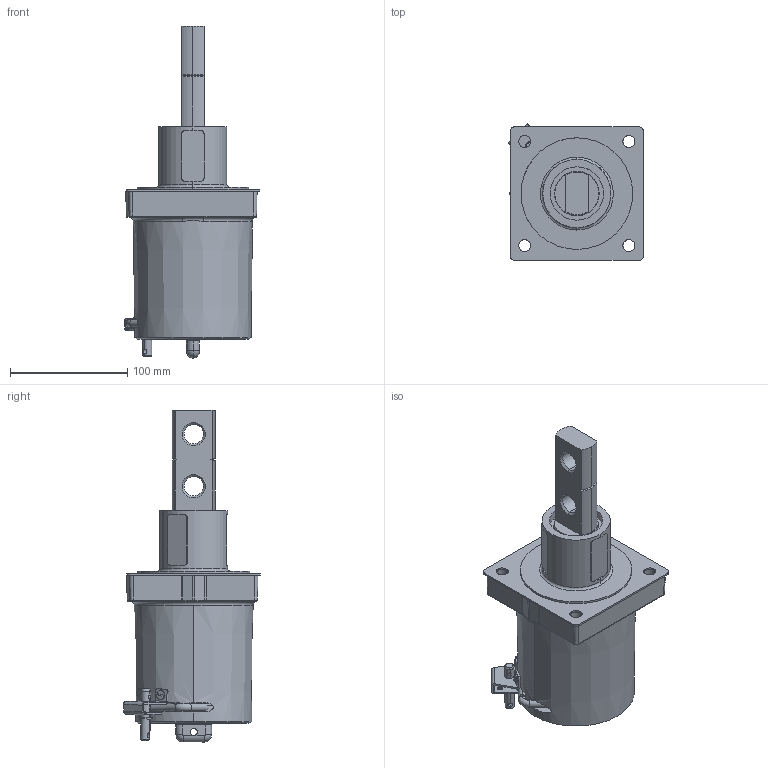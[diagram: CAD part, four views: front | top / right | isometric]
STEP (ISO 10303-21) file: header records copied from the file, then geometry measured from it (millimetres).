
FILE_DESCRIPTION (( 'STEP AP214' ), '1' );
FILE_NAME ('ORC6066-M01.STEP', '2025-02-27T19:16:20', ( '' ), ( '' ), 'SwSTEP 2.0', 'SolidWorks 2024', '' );
FILE_SCHEMA (( 'AUTOMOTIVE_DESIGN' ));
Length unit declared in the file: inch
Products named in the file (1): ORC6066-M01
Bounding box: 115.35 x 116.8 x 283.34 mm (x, y, z)
Surface area: 129021 mm2 (no closed solid volume)
Topology: 0 solids, 12 shells, 454 faces, 1667 edges, 1158 vertices
Faces by surface type: plane 204, cylinder 117, cone 58, torus 37, bspline 36, sphere 2
Entity records: 22298 total; most frequent: CARTESIAN_POINT 8785, ORIENTED_EDGE 2679, DIRECTION 2586, EDGE_CURVE 1667, VERTEX_POINT 1158, LINE 944, VECTOR 944, AXIS2_PLACEMENT_3D 821
